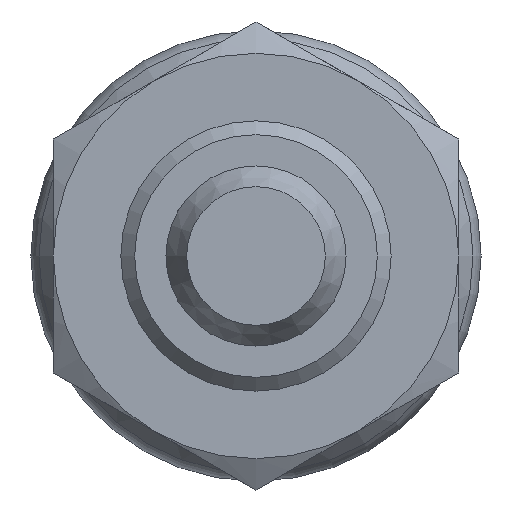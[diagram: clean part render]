
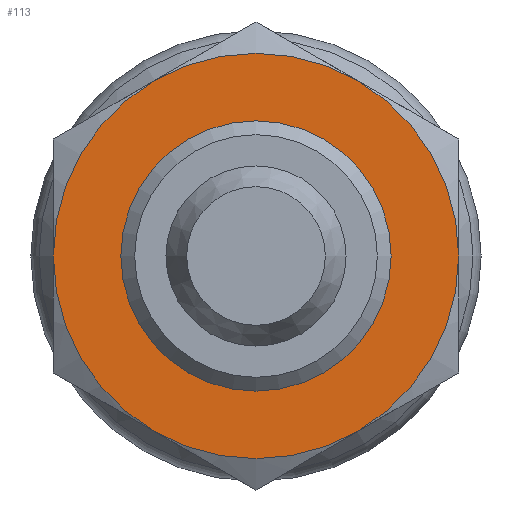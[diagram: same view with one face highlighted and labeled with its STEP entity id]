
A CAD part, front view. The second image highlights one B-rep face of the part: STEP entity #113.
In plain terms, the highlighted planar face has unit normal (0, -1, 0).
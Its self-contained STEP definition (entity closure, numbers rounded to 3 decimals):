
#113 = ADVANCED_FACE( '', ( #253, #254 ), #255, .F. );
#253 = FACE_BOUND( '', #423, .T. );
#254 = FACE_OUTER_BOUND( '', #424, .T. );
#255 = PLANE( '', #425 );
#423 = EDGE_LOOP( '', ( #676 ) );
#424 = EDGE_LOOP( '', ( #677, #678, #679, #680, #681, #682 ) );
#425 = AXIS2_PLACEMENT_3D( '', #683, #684, #685 );
#676 = ORIENTED_EDGE( '', *, *, #985, .F. );
#677 = ORIENTED_EDGE( '', *, *, #973, .T. );
#678 = ORIENTED_EDGE( '', *, *, #986, .T. );
#679 = ORIENTED_EDGE( '', *, *, #926, .T. );
#680 = ORIENTED_EDGE( '', *, *, #987, .T. );
#681 = ORIENTED_EDGE( '', *, *, #988, .T. );
#682 = ORIENTED_EDGE( '', *, *, #989, .T. );
#683 = CARTESIAN_POINT( '', ( 18., -31., 0. ) );
#684 = DIRECTION( '', ( 0., 1., 0. ) );
#685 = DIRECTION( '', ( 0., 0., 1. ) );
#926 = EDGE_CURVE( '', #1081, #1083, #1085, .T. );
#973 = EDGE_CURVE( '', #1156, #1158, #1160, .T. );
#985 = EDGE_CURVE( '', #1177, #1177, #1178, .F. );
#986 = EDGE_CURVE( '', #1158, #1081, #1179, .T. );
#987 = EDGE_CURVE( '', #1083, #1145, #1180, .T. );
#988 = EDGE_CURVE( '', #1145, #1181, #1182, .T. );
#989 = EDGE_CURVE( '', #1181, #1156, #1183, .T. );
#1081 = VERTEX_POINT( '', #1295 );
#1083 = VERTEX_POINT( '', #1302 );
#1085 = CIRCLE( '', #1313, 18. );
#1145 = VERTEX_POINT( '', #1439 );
#1156 = VERTEX_POINT( '', #1465 );
#1158 = VERTEX_POINT( '', #1472 );
#1160 = CIRCLE( '', #1481, 18. );
#1177 = VERTEX_POINT( '', #1499 );
#1178 = CIRCLE( '', #1500, 12. );
#1179 = CIRCLE( '', #1501, 18. );
#1180 = CIRCLE( '', #1502, 18. );
#1181 = VERTEX_POINT( '', #1503 );
#1182 = CIRCLE( '', #1504, 18. );
#1183 = CIRCLE( '', #1505, 18. );
#1295 = CARTESIAN_POINT( '', ( 9., -31., 15.588 ) );
#1302 = CARTESIAN_POINT( '', ( -9., -31., 15.588 ) );
#1313 = AXIS2_PLACEMENT_3D( '', #1690, #1691, #1692 );
#1439 = CARTESIAN_POINT( '', ( -18., -31., 0. ) );
#1465 = CARTESIAN_POINT( '', ( 9., -31., -15.588 ) );
#1472 = CARTESIAN_POINT( '', ( 18., -31., 0. ) );
#1481 = AXIS2_PLACEMENT_3D( '', #1734, #1735, #1736 );
#1499 = CARTESIAN_POINT( '', ( 0., -31., 12. ) );
#1500 = AXIS2_PLACEMENT_3D( '', #1753, #1754, #1755 );
#1501 = AXIS2_PLACEMENT_3D( '', #1756, #1757, #1758 );
#1502 = AXIS2_PLACEMENT_3D( '', #1759, #1760, #1761 );
#1503 = CARTESIAN_POINT( '', ( -9., -31., -15.588 ) );
#1504 = AXIS2_PLACEMENT_3D( '', #1762, #1763, #1764 );
#1505 = AXIS2_PLACEMENT_3D( '', #1765, #1766, #1767 );
#1690 = CARTESIAN_POINT( '', ( 0., -31., 0. ) );
#1691 = DIRECTION( '', ( 0., -1., 0. ) );
#1692 = DIRECTION( '', ( 0., 0., -1. ) );
#1734 = CARTESIAN_POINT( '', ( 0., -31., 0. ) );
#1735 = DIRECTION( '', ( 0., -1., 0. ) );
#1736 = DIRECTION( '', ( 0., 0., -1. ) );
#1753 = CARTESIAN_POINT( '', ( 0., -31., 0. ) );
#1754 = DIRECTION( '', ( 0., 1., 0. ) );
#1755 = DIRECTION( '', ( 0., 0., 1. ) );
#1756 = CARTESIAN_POINT( '', ( 0., -31., 0. ) );
#1757 = DIRECTION( '', ( 0., -1., 0. ) );
#1758 = DIRECTION( '', ( 0., 0., -1. ) );
#1759 = CARTESIAN_POINT( '', ( 0., -31., 0. ) );
#1760 = DIRECTION( '', ( 0., -1., 0. ) );
#1761 = DIRECTION( '', ( 0., 0., -1. ) );
#1762 = CARTESIAN_POINT( '', ( 0., -31., 0. ) );
#1763 = DIRECTION( '', ( 0., -1., 0. ) );
#1764 = DIRECTION( '', ( 0., 0., -1. ) );
#1765 = CARTESIAN_POINT( '', ( 0., -31., 0. ) );
#1766 = DIRECTION( '', ( 0., -1., 0. ) );
#1767 = DIRECTION( '', ( 0., 0., -1. ) );
